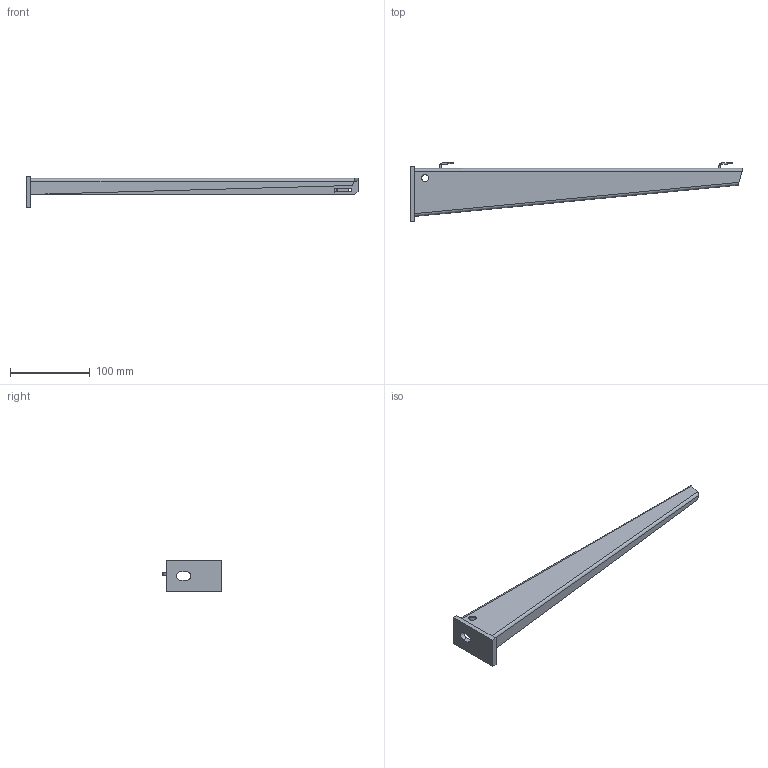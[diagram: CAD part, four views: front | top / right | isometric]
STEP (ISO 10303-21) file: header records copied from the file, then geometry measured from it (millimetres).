
FILE_DESCRIPTION (( 'STEP AP214' ), '1' );
FILE_NAME ('6420634.stp', '2016-08-23T08:46:37', ( '' ), ( '' ), 'SwSTEP 2.0', 'SolidWorks 2014', '' );
FILE_SCHEMA (( 'AUTOMOTIVE_DESIGN' ));
Length unit declared in the file: millimetre
Products named in the file (3): 6420634; KTS 04.019-146_Standard; KTS 04.020-031_70x40x6
Assembly tree (2 placements, depth 2):
  6420634
    KTS 04.020-031_70x40x6
    KTS 04.019-146_Standard
Bounding box: 416 x 75.09 x 40 mm (x, y, z)
Volume: 69060.6 mm3; surface area: 65183.4 mm2
Topology: 2 solids, 2 shells, 89 faces, 203 edges, 118 vertices
Faces by surface type: plane 57, cylinder 20, bspline 12
Entity records: 2780 total; most frequent: CARTESIAN_POINT 790, ORIENTED_EDGE 406, DIRECTION 356, EDGE_CURVE 203, VECTOR 152, LINE 152, VERTEX_POINT 118, AXIS2_PLACEMENT_3D 102
